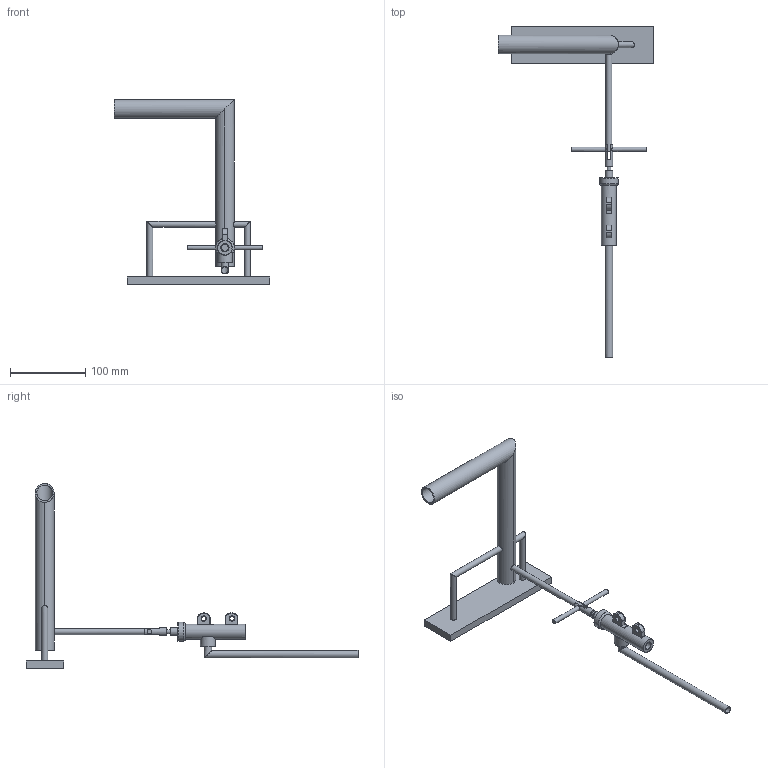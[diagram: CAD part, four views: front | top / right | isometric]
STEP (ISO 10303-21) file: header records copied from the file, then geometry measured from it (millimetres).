
FILE_DESCRIPTION(/* description */ (''),/* implementation_level */ '2;1');
FILE_NAME(/* name */ 'brake pedl ikr v3.step',/* time_stamp */ '2024-10-13T16:58:40+05:30',/* author */ (''),/* organization */ (''),/* preprocessor_version */ 'ST-DEVELOPER v20',/* originating_system */ 'Autodesk Translation Framework v13.20.0.188',/* authorisation */ '');
FILE_SCHEMA (('AUTOMOTIVE_DESIGN { 1 0 10303 214 3 1 1 }'));
Length unit declared in the file: millimetre
Products named in the file (1): mastercylinder v4[1] v1
Assembly tree (1 placements, depth 1):
  mastercylinder v4[1] v1
Bounding box: 207.74 x 442.5 x 246.5 mm (x, y, z)
Volume: 123797 mm3; surface area: 148919.8 mm2
Topology: 5 solids, 7 shells, 140 faces, 340 edges, 226 vertices
Faces by surface type: plane 87, cylinder 49, torus 4
Full cylindrical faces by diameter (mm): 4 x5, 5 x1, 6 x6, 7 x2, 8 x5, 9 x3, 10 x5, 11 x1, 19 x2, 20 x2, 21 x3, 24 x1, 25 x2
Entity records: 4503 total; most frequent: CARTESIAN_POINT 1002, DIRECTION 750, ORIENTED_EDGE 680, EDGE_CURVE 340, AXIS2_PLACEMENT_3D 285, VERTEX_POINT 226, LINE 180, VECTOR 180
